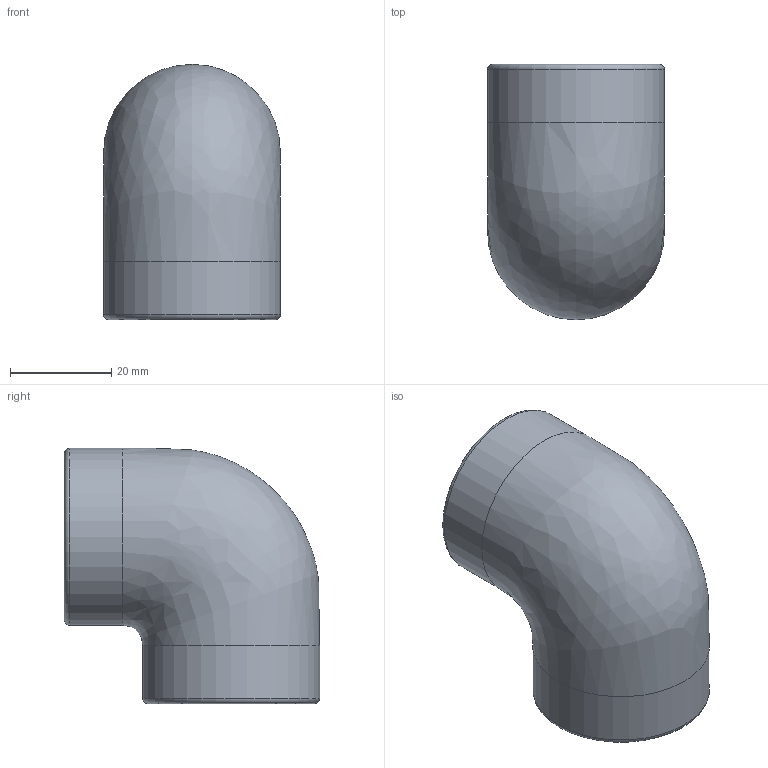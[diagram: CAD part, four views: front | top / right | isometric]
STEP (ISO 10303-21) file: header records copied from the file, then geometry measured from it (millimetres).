
FILE_DESCRIPTION(/* description */ (''),/* implementation_level */ '2;1');
FILE_NAME(/* name */ 'GFV034.ipt.stp',/* time_stamp */ '2013-10-01T14:40:22+02:00',/* author */ ('Marco de Biase'),/* organization */ (''),/* preprocessor_version */ 'ST-DEVELOPER v15.2',/* originating_system */ 'Autodesk Inventor 2014',/* authorisation */ '');
FILE_SCHEMA (('AUTOMOTIVE_DESIGN { 1 0 10303 214 3 1 1 }'));
Length unit declared in the file: millimetre
Products named in the file (1): GFV034
Bounding box: 35 x 50.5 x 50.5 mm (x, y, z)
Volume: 30842.1 mm3; surface area: 12096.7 mm2
Topology: 1 solids, 1 shells, 12 faces, 30 edges, 22 vertices
Faces by surface type: cylinder 4, plane 4, torus 2, bspline 2
Full cylindrical faces by diameter (mm): 24.117 x2, 35 x2
Entity records: 2554 total; most frequent: CARTESIAN_POINT 2235, DIRECTION 66, ORIENTED_EDGE 48, AXIS2_PLACEMENT_3D 33, EDGE_CURVE 24, EDGE_LOOP 22, CIRCLE 22, VERTEX_POINT 22
